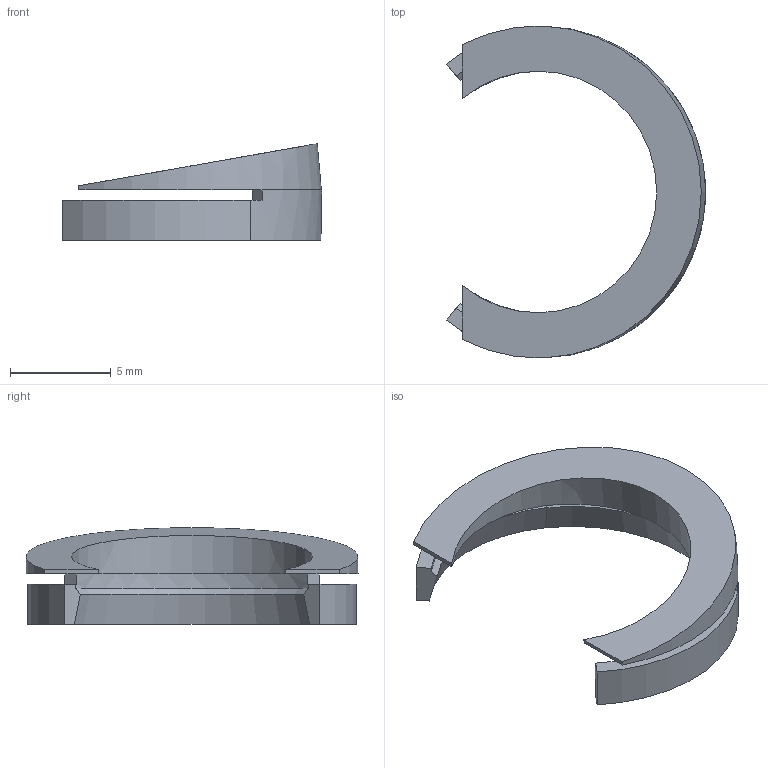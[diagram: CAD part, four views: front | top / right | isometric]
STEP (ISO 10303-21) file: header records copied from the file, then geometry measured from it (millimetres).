
FILE_DESCRIPTION(/* description */ (''),/* implementation_level */ '2;1');
FILE_NAME(/* name */ 'LensClipL V1.step',/* time_stamp */ '2026-01-22T12:31:01-05:00',/* author */ (''),/* organization */ (''),/* preprocessor_version */ 'ST-DEVELOPER v20.1',/* originating_system */ 'Autodesk Translation Framework v14.21.0.0',/* authorisation */ '');
FILE_SCHEMA (('AUTOMOTIVE_DESIGN { 1 0 10303 214 3 1 1 }'));
Length unit declared in the file: millimetre
Products named in the file (1): LensClipL V1
Bounding box: 12.87 x 16.49 x 4.8 mm (x, y, z)
Volume: 161.4 mm3; surface area: 418.2 mm2
Topology: 1 solids, 1 shells, 31 faces, 78 edges, 50 vertices
Faces by surface type: plane 16, cylinder 7, cone 6, bspline 2
Entity records: 1003 total; most frequent: CARTESIAN_POINT 224, DIRECTION 165, ORIENTED_EDGE 156, EDGE_CURVE 78, AXIS2_PLACEMENT_3D 62, VERTEX_POINT 50, LINE 41, VECTOR 41
